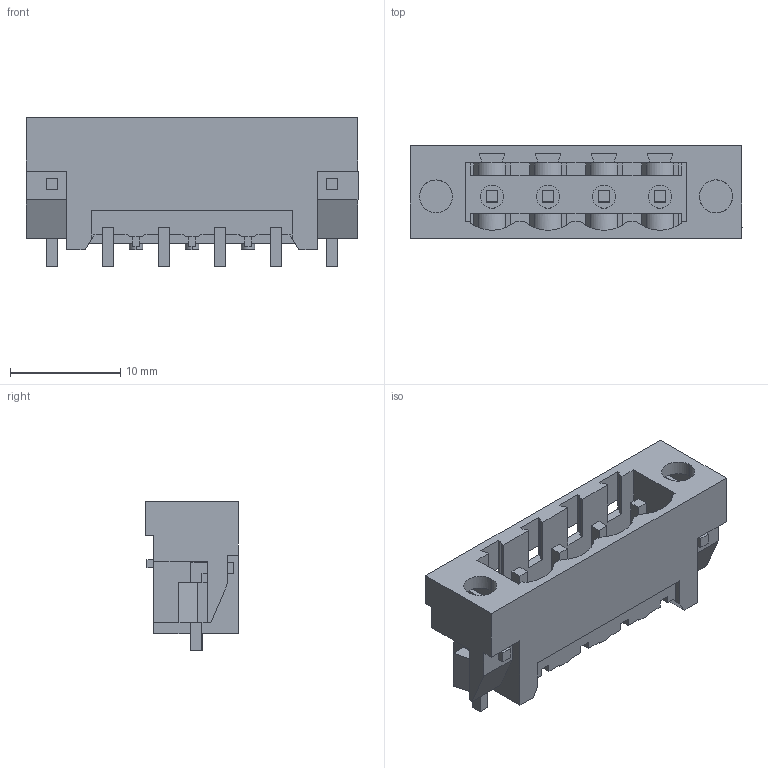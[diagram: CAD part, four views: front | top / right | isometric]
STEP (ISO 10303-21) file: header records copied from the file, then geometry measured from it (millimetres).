
FILE_DESCRIPTION(('CATIA V5 STEP Exchange','CAx-IF Rec.Pracs.--- Model Styling and Organization---1.2---2011-12-15'),'2;1');
FILE_NAME ('D1455943_0_1776384001_1776384001.stp','2018-03-21T14:06:36+00:00',('none'),('Weidmueller'),'CATIA Version 5-6 Release 2014','CATIA V5 STEP AP214','none');
FILE_SCHEMA(('AUTOMOTIVE_DESIGN { 1 0 10303 214 1 1 1 1 }'));
Length unit declared in the file: millimetre
Products named in the file (1): 1776384001
Bounding box: 30.12 x 8.43 x 13.5 mm (x, y, z)
Volume: 1233.2 mm3; surface area: 2659.5 mm2
Topology: 7 solids, 7 shells, 330 faces, 1020 edges, 696 vertices
Faces by surface type: plane 289, cylinder 37, extrusion 4
Entity records: 11534 total; most frequent: CARTESIAN_POINT 2463, ORIENTED_EDGE 2040, DIRECTION 1605, EDGE_CURVE 1020, VECTOR 886, LINE 882, VERTEX_POINT 696, AXIS2_PLACEMENT_3D 393
